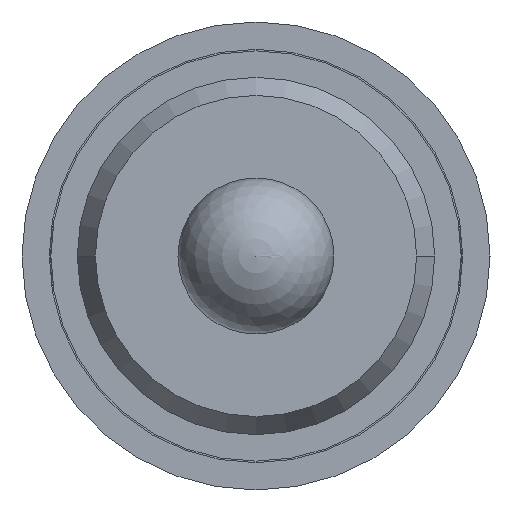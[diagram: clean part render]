
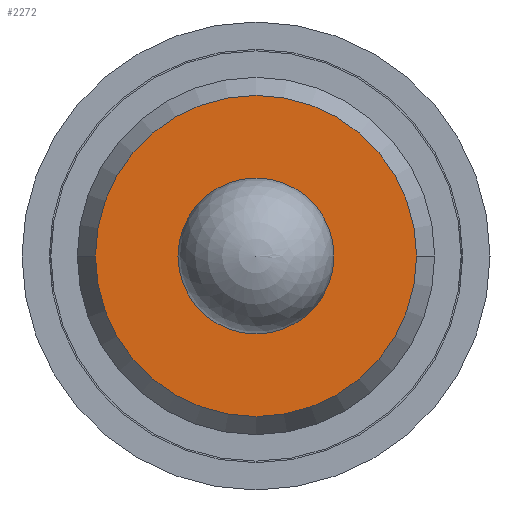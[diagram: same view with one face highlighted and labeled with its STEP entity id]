
A CAD part, front view. The second image highlights one B-rep face of the part: STEP entity #2272.
In plain terms, the highlighted planar face has unit normal (0, -1, 0).
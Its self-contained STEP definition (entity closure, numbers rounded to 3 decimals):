
#12 = VERTEX_POINT ( 'NONE', #741 ) ;
#180 = CIRCLE ( 'NONE', #2029, 0.5 ) ;
#308 = EDGE_CURVE ( 'Defeature ausgef�hrt1_19+Defeature ausgef�hrt1_16+Defeature ausgef�hrt1_16+Defeature ausgef�hrt1_16', #3713, #571, #3934, .T. ) ;
#429 = ORIENTED_EDGE ( 'NONE', *, *, #4200, .T. ) ;
#571 = VERTEX_POINT ( 'NONE', #2131 ) ;
#667 = CARTESIAN_POINT ( 'NONE',  ( 0., -2.3, 0. ) ) ;
#741 = CARTESIAN_POINT ( 'NONE',  ( -1.03, -2.3, 0. ) ) ;
#1021 = CARTESIAN_POINT ( 'NONE',  ( 1.03, -2.3, 0. ) ) ;
#1044 = ORIENTED_EDGE ( 'NONE', *, *, #308, .T. ) ;
#1257 = FACE_BOUND ( 'NONE', #2376, .T. ) ;
#1524 = CIRCLE ( 'NONE', #3393, 1.03 ) ;
#1607 = DIRECTION ( 'NONE',  ( 1., 0., 0. ) ) ;
#1722 = AXIS2_PLACEMENT_3D ( 'NONE', #3009, #2664, #1607 ) ;
#1836 = VERTEX_POINT ( 'NONE', #1021 ) ;
#1957 = CARTESIAN_POINT ( 'NONE',  ( -1.145, -2.3, 0. ) ) ;
#2016 = DIRECTION ( 'NONE',  ( 1., 0., 0. ) ) ;
#2029 = AXIS2_PLACEMENT_3D ( 'NONE', #3250, #2166, #4319 ) ;
#2090 = FACE_OUTER_BOUND ( 'NONE', #3654, .T. ) ;
#2131 = CARTESIAN_POINT ( 'NONE',  ( 0., -2.3, 0.5 ) ) ;
#2166 = DIRECTION ( 'NONE',  ( 0., 1., 0. ) ) ;
#2222 = ORIENTED_EDGE ( 'NONE', *, *, #2490, .T. ) ;
#2272 = ADVANCED_FACE ( 'Defeature ausgef�hrt1_19', ( #1257, #2090 ), #3097, .T. ) ;
#2358 = DIRECTION ( 'NONE',  ( 1., 0., 0. ) ) ;
#2376 = EDGE_LOOP ( 'NONE', ( #2222, #1044 ) ) ;
#2490 = EDGE_CURVE ( 'Defeature ausgef�hrt1_19+Defeature ausgef�hrt1_16+Defeature ausgef�hrt1_16+Defeature ausgef�hrt1_16', #571, #3713, #180, .T. ) ;
#2664 = DIRECTION ( 'NONE',  ( 0., 1., 0. ) ) ;
#2989 = EDGE_CURVE ( 'Defeature ausgef�hrt1_19+Defeature ausgef�hrt1_18+Defeature ausgef�hrt1_18+Defeature ausgef�hrt1_18', #12, #1836, #3470, .T. ) ;
#3009 = CARTESIAN_POINT ( 'NONE',  ( 0., -2.3, 0. ) ) ;
#3012 = ORIENTED_EDGE ( 'NONE', *, *, #2989, .T. ) ;
#3086 = DIRECTION ( 'NONE',  ( 0., -1., 0. ) ) ;
#3097 = PLANE ( 'NONE',  #3154 ) ;
#3113 = DIRECTION ( 'NONE',  ( 0., -1., 0. ) ) ;
#3154 = AXIS2_PLACEMENT_3D ( 'NONE', #1957, #3113, #2358 ) ;
#3250 = CARTESIAN_POINT ( 'NONE',  ( 0., -2.3, 0. ) ) ;
#3393 = AXIS2_PLACEMENT_3D ( 'NONE', #3782, #3086, #2016 ) ;
#3470 = CIRCLE ( 'NONE', #3907, 1.03 ) ;
#3564 = DIRECTION ( 'NONE',  ( 0., -1., 0. ) ) ;
#3654 = EDGE_LOOP ( 'NONE', ( #3012, #429 ) ) ;
#3713 = VERTEX_POINT ( 'NONE', #4418 ) ;
#3782 = CARTESIAN_POINT ( 'NONE',  ( 0., -2.3, 0. ) ) ;
#3907 = AXIS2_PLACEMENT_3D ( 'NONE', #667, #3564, #4664 ) ;
#3934 = CIRCLE ( 'NONE', #1722, 0.5 ) ;
#4200 = EDGE_CURVE ( 'Defeature ausgef�hrt1_19+Defeature ausgef�hrt1_18+Defeature ausgef�hrt1_18+Defeature ausgef�hrt1_18', #1836, #12, #1524, .T. ) ;
#4319 = DIRECTION ( 'NONE',  ( 1., 0., 0. ) ) ;
#4418 = CARTESIAN_POINT ( 'NONE',  ( 0., -2.3, -0.5 ) ) ;
#4664 = DIRECTION ( 'NONE',  ( 1., 0., 0. ) ) ;
